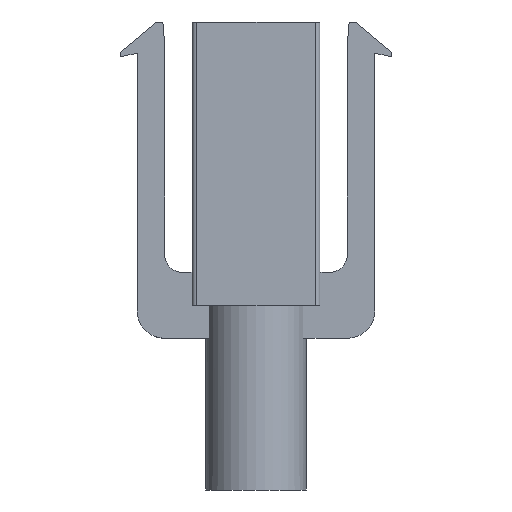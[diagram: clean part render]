
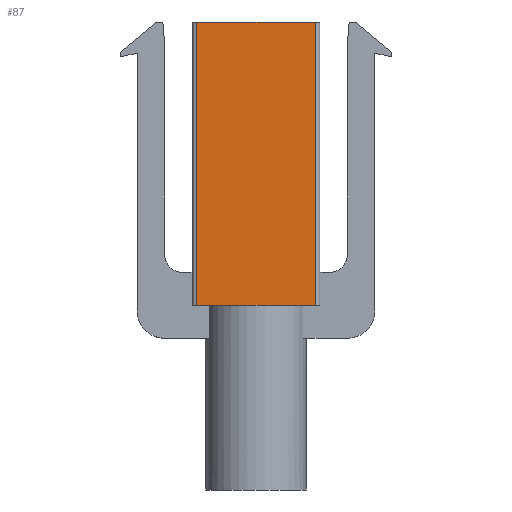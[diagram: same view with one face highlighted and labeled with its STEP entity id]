
A CAD part, front view. The second image highlights one B-rep face of the part: STEP entity #87.
In plain terms, the highlighted planar face has unit normal (0, -1, 0).
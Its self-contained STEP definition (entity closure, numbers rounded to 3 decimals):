
#4 = CARTESIAN_POINT ( 'NONE',  ( -3.5, -4., -15.5 ) ) ;
#7 = VERTEX_POINT ( 'NONE', #843 ) ;
#24 = CARTESIAN_POINT ( 'NONE',  ( 3.25, -4., -15.5 ) ) ;
#84 = LINE ( 'NONE', #2221, #269 ) ;
#87 = ADVANCED_FACE ( 'NONE', ( #3015 ), #2689, .T. ) ;
#205 = DIRECTION ( 'NONE',  ( 0., 0., -1. ) ) ;
#269 = VECTOR ( 'NONE', #2919, 1000. ) ;
#286 = DIRECTION ( 'NONE',  ( 0., 0., -1. ) ) ;
#430 = EDGE_CURVE ( 'NONE', #882, #2396, #84, .T. ) ;
#557 = ORIENTED_EDGE ( 'NONE', *, *, #430, .T. ) ;
#568 = CARTESIAN_POINT ( 'NONE',  ( -3.25, -4., -15.5 ) ) ;
#625 = VECTOR ( 'NONE', #286, 1000. ) ;
#651 = EDGE_LOOP ( 'NONE', ( #967, #557, #1417, #1248 ) ) ;
#688 = CARTESIAN_POINT ( 'NONE',  ( -3.25, -4., -15.5 ) ) ;
#746 = LINE ( 'NONE', #2642, #2013 ) ;
#843 = CARTESIAN_POINT ( 'NONE',  ( -3.25, -4., 0. ) ) ;
#881 = EDGE_CURVE ( 'NONE', #7, #2396, #746, .T. ) ;
#882 = VERTEX_POINT ( 'NONE', #24 ) ;
#889 = DIRECTION ( 'NONE',  ( 1., 0., 0. ) ) ;
#967 = ORIENTED_EDGE ( 'NONE', *, *, #3566, .T. ) ;
#1053 = DIRECTION ( 'NONE',  ( 1., 0., 0. ) ) ;
#1082 = EDGE_CURVE ( 'NONE', #7, #2152, #1532, .T. ) ;
#1122 = CARTESIAN_POINT ( 'NONE',  ( -3.5, -4., -15.5 ) ) ;
#1248 = ORIENTED_EDGE ( 'NONE', *, *, #1082, .T. ) ;
#1417 = ORIENTED_EDGE ( 'NONE', *, *, #881, .F. ) ;
#1532 = LINE ( 'NONE', #568, #625 ) ;
#1613 = VECTOR ( 'NONE', #889, 1000. ) ;
#2013 = VECTOR ( 'NONE', #1053, 1000. ) ;
#2152 = VERTEX_POINT ( 'NONE', #688 ) ;
#2221 = CARTESIAN_POINT ( 'NONE',  ( 3.25, -4., -15.5 ) ) ;
#2396 = VERTEX_POINT ( 'NONE', #3194 ) ;
#2642 = CARTESIAN_POINT ( 'NONE',  ( -3.5, -4., 0. ) ) ;
#2689 = PLANE ( 'NONE',  #3624 ) ;
#2816 = LINE ( 'NONE', #4, #1613 ) ;
#2919 = DIRECTION ( 'NONE',  ( 0., 0., 1. ) ) ;
#3015 = FACE_OUTER_BOUND ( 'NONE', #651, .T. ) ;
#3194 = CARTESIAN_POINT ( 'NONE',  ( 3.25, -4., 0. ) ) ;
#3566 = EDGE_CURVE ( 'NONE', #2152, #882, #2816, .T. ) ;
#3624 = AXIS2_PLACEMENT_3D ( 'NONE', #1122, #3629, #205 ) ;
#3629 = DIRECTION ( 'NONE',  ( 0., -1., 0. ) ) ;
